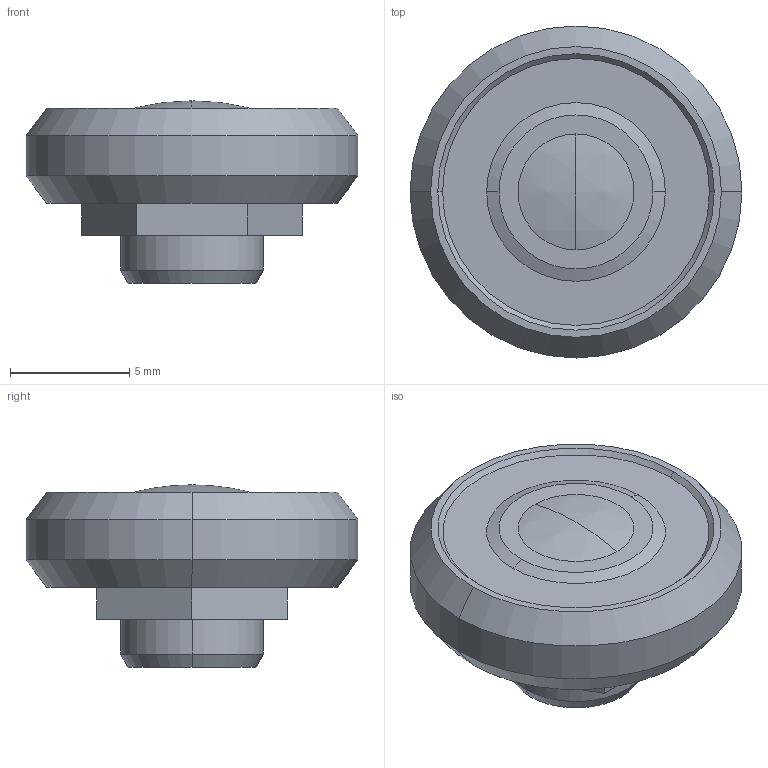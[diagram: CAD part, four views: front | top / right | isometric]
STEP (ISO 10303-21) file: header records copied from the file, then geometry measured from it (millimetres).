
FILE_DESCRIPTION (( 'STEP AP214' ), '1' );
FILE_NAME ('CPN18-Rollco.step', '2023-03-14T12:33:38', ( '' ), ( '' ), 'SwSTEP 2.0', 'SolidWorks 2010', '' );
FILE_SCHEMA (( 'AUTOMOTIVE_DESIGN' ));
Length unit declared in the file: millimetre
Products named in the file (1): CPN18-Rollco
Bounding box: 13.93 x 13.93 x 7.65 mm (x, y, z)
Volume: 619.1 mm3; surface area: 576 mm2
Topology: 1 solids, 1 shells, 37 faces, 78 edges, 48 vertices
Faces by surface type: cone 16, plane 13, cylinder 6, sphere 2
Entity records: 1016 total; most frequent: DIRECTION 188, CARTESIAN_POINT 162, ORIENTED_EDGE 152, EDGE_CURVE 76, AXIS2_PLACEMENT_3D 74, VERTEX_POINT 48, EDGE_LOOP 44, VECTOR 40
